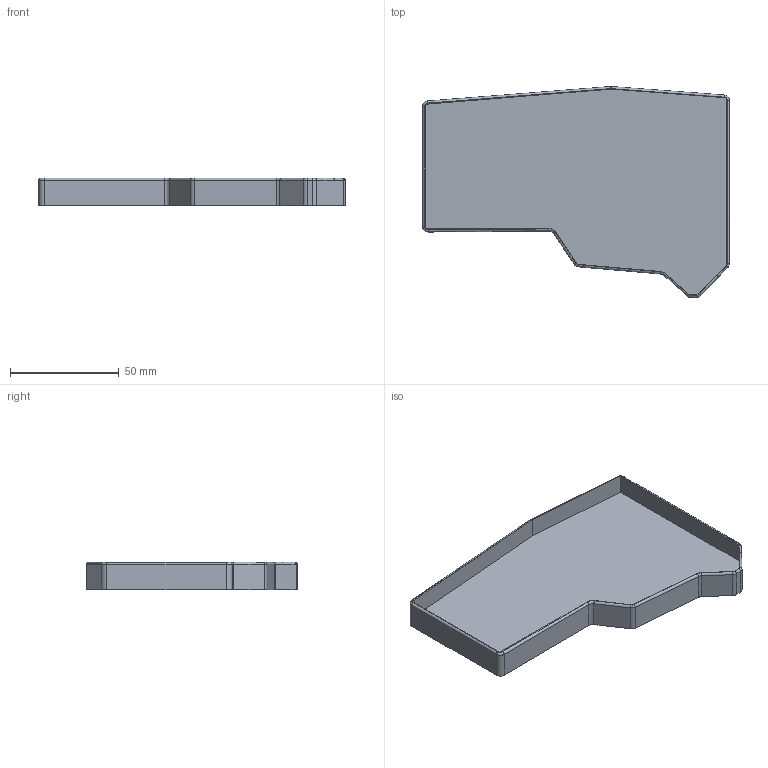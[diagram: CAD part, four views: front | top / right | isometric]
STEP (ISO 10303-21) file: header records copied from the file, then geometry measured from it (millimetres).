
FILE_DESCRIPTION(/* description */ ('STEP AP242 Edition 2'),/* implementation_level */ '2;1');
FILE_NAME(/* name */ 'b63c1f76-f2f4-401f-8ed9-cc5b2de080ba.step',/* time_stamp */ '2026-01-19T22:04:59Z',/* author */ (''),/* organization */ (''),/* preprocessor_version */ 'ST-DEVELOPER v20.1',/* originating_system */ 'Autodesk Translation Framework v14.21.0.0',/* authorisation */ '');
FILE_SCHEMA (('AUTOMOTIVE_DESIGN { 1 0 10303 214 3 1 1 }'));
Length unit declared in the file: metre
Products named in the file (1): Part 1
Bounding box: 140.9 x 96.91 x 12.7 mm (x, y, z)
Volume: 41449.4 mm3; surface area: 30626.3 mm2
Topology: 1 solids, 1 shells, 69 faces, 167 edges, 104 vertices
Faces by surface type: plane 31, cylinder 27, torus 11
Full cylindrical faces by diameter (mm): 12.7 x4
Entity records: 2063 total; most frequent: CARTESIAN_POINT 373, DIRECTION 365, ORIENTED_EDGE 334, EDGE_CURVE 167, AXIS2_PLACEMENT_3D 139, VERTEX_POINT 104, LINE 87, VECTOR 87
